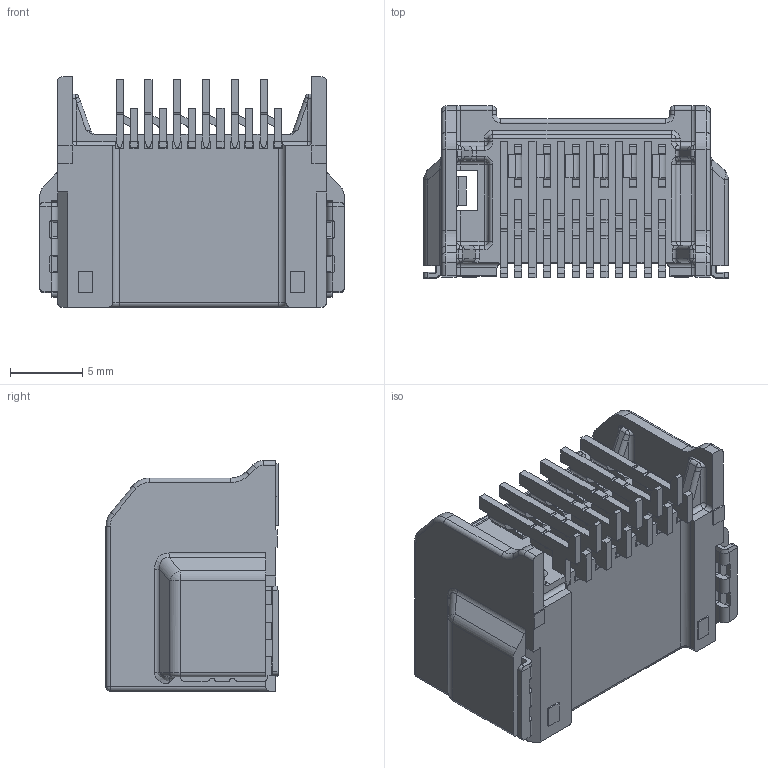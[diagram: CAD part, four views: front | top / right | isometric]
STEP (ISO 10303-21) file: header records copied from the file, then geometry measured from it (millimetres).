
FILE_DESCRIPTION((''),'2;1');
FILE_NAME('CVM_020_D_TR_SMT_12M_H_ASSY','2020-10-20T10:48:59',('drkoo'),(''),'CREO PARAMETRIC BY PTC INC, 2017380','CREO PARAMETRIC BY PTC INC, 2017380','');
FILE_SCHEMA(('CONFIG_CONTROL_DESIGN'));
Products named in the file (1): CVM_020_D_TR_SMT_12M_H_ASSY
Bounding box: 21.15 x 11.95 x 16 mm (x, y, z)
Volume: 1307.1 mm3; surface area: 2689 mm2
Topology: 1 solids, 1 shells, 1874 faces, 5213 edges, 3309 vertices
Faces by surface type: plane 1225, cylinder 479, torus 55, sphere 50, bspline 37, cone 28
Entity records: 60774 total; most frequent: CARTESIAN_POINT 13029, ORIENTED_EDGE 10310, DIRECTION 9486, EDGE_CURVE 5155, VECTOR 3972, LINE 3972, VERTEX_POINT 3309, AXIS2_PLACEMENT_3D 2757
